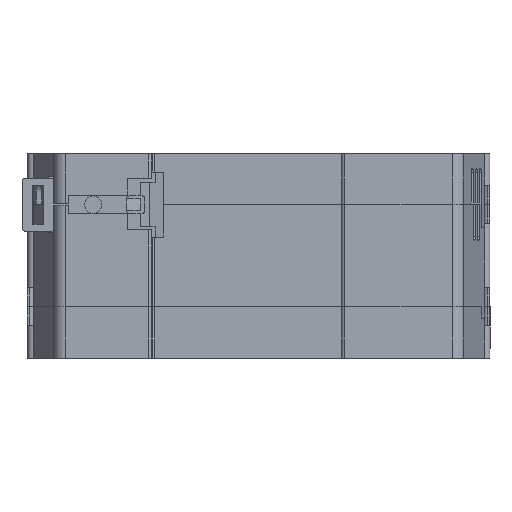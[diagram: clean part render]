
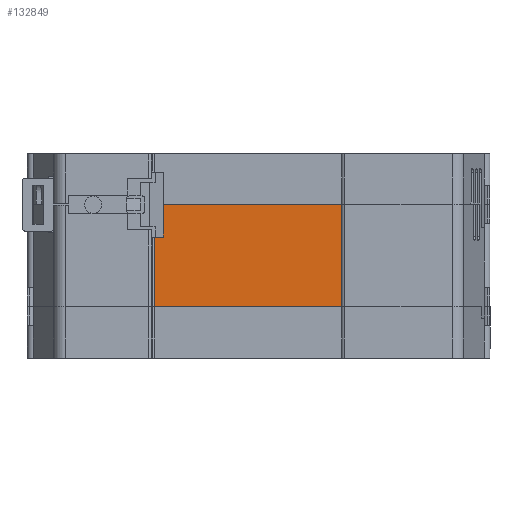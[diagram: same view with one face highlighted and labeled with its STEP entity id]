
A CAD part, front view. The second image highlights one B-rep face of the part: STEP entity #132849.
In plain terms, the highlighted planar face has unit normal (0, -1, 0).
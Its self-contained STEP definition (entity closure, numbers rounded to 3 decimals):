
#2 = ORIENTED_EDGE ( 'NONE', *, *, #55069, .T. ) ;
#2079 = ORIENTED_EDGE ( 'NONE', *, *, #82460, .T. ) ;
#5102 = CARTESIAN_POINT ( 'NONE',  ( -23.095, -25.689, 13.45 ) ) ;
#8651 = FACE_OUTER_BOUND ( 'NONE', #13954, .T. ) ;
#8826 = DIRECTION ( 'NONE',  ( -1., 0., 0. ) ) ;
#10929 = DIRECTION ( 'NONE',  ( 1., 0., 0. ) ) ;
#13954 = EDGE_LOOP ( 'NONE', ( #2, #49317, #29851, #69788, #2079, #51795 ) ) ;
#14443 = VERTEX_POINT ( 'NONE', #112305 ) ;
#16354 = EDGE_CURVE ( 'NONE', #125615, #26903, #34527, .T. ) ;
#19672 = AXIS2_PLACEMENT_3D ( 'NONE', #71557, #51961, #82006 ) ;
#26903 = VERTEX_POINT ( 'NONE', #5102 ) ;
#29523 = EDGE_CURVE ( 'NONE', #14443, #61803, #127221, .T. ) ;
#29851 = ORIENTED_EDGE ( 'NONE', *, *, #65642, .T. ) ;
#32576 = LINE ( 'NONE', #136702, #51743 ) ;
#34527 = LINE ( 'NONE', #119716, #100932 ) ;
#41513 = DIRECTION ( 'NONE',  ( 0., 0., -1. ) ) ;
#41939 = VECTOR ( 'NONE', #86692, 1000. ) ;
#45026 = VECTOR ( 'NONE', #8826, 1000. ) ;
#46053 = VERTEX_POINT ( 'NONE', #60322 ) ;
#49317 = ORIENTED_EDGE ( 'NONE', *, *, #104933, .F. ) ;
#50058 = CARTESIAN_POINT ( 'NONE',  ( -23.095, -25.689, 15.3 ) ) ;
#51743 = VECTOR ( 'NONE', #10929, 1000. ) ;
#51795 = ORIENTED_EDGE ( 'NONE', *, *, #29523, .T. ) ;
#51961 = DIRECTION ( 'NONE',  ( 0., 1., 0. ) ) ;
#55069 = EDGE_CURVE ( 'NONE', #61803, #136512, #32576, .T. ) ;
#60322 = CARTESIAN_POINT ( 'NONE',  ( 12.571, -25.689, 15.3 ) ) ;
#61611 = CARTESIAN_POINT ( 'NONE',  ( -23.195, -25.689, -2.5 ) ) ;
#61749 = PLANE ( 'NONE',  #19672 ) ;
#61803 = VERTEX_POINT ( 'NONE', #61611 ) ;
#65642 = EDGE_CURVE ( 'NONE', #46053, #125615, #106380, .T. ) ;
#69788 = ORIENTED_EDGE ( 'NONE', *, *, #16354, .T. ) ;
#71557 = CARTESIAN_POINT ( 'NONE',  ( -23.195, -25.689, 8.1 ) ) ;
#73659 = LINE ( 'NONE', #116225, #122324 ) ;
#74867 = CARTESIAN_POINT ( 'NONE',  ( -23.195, -25.689, 8.1 ) ) ;
#82006 = DIRECTION ( 'NONE',  ( 1., 0., 0. ) ) ;
#82460 = EDGE_CURVE ( 'NONE', #26903, #14443, #101916, .T. ) ;
#85450 = DIRECTION ( 'NONE',  ( -1., 0., 0. ) ) ;
#86692 = DIRECTION ( 'NONE',  ( 0., 0., -1. ) ) ;
#87542 = CARTESIAN_POINT ( 'NONE',  ( 12.571, -25.689, 15.3 ) ) ;
#98778 = DIRECTION ( 'NONE',  ( 0., 0., -1. ) ) ;
#99568 = VECTOR ( 'NONE', #85450, 1000. ) ;
#100932 = VECTOR ( 'NONE', #98778, 1000. ) ;
#101916 = LINE ( 'NONE', #132716, #45026 ) ;
#104933 = EDGE_CURVE ( 'NONE', #46053, #136512, #73659, .T. ) ;
#106380 = LINE ( 'NONE', #87542, #99568 ) ;
#112305 = CARTESIAN_POINT ( 'NONE',  ( -23.195, -25.689, 13.45 ) ) ;
#116225 = CARTESIAN_POINT ( 'NONE',  ( 12.571, -25.689, 8.1 ) ) ;
#119716 = CARTESIAN_POINT ( 'NONE',  ( -23.095, -25.689, 15.3 ) ) ;
#122324 = VECTOR ( 'NONE', #41513, 1000. ) ;
#125615 = VERTEX_POINT ( 'NONE', #50058 ) ;
#127221 = LINE ( 'NONE', #74867, #41939 ) ;
#130573 = CARTESIAN_POINT ( 'NONE',  ( 12.571, -25.689, -2.5 ) ) ;
#132716 = CARTESIAN_POINT ( 'NONE',  ( -23.395, -25.689, 13.45 ) ) ;
#132849 = ADVANCED_FACE ( 'NONE', ( #8651 ), #61749, .F. ) ;
#136512 = VERTEX_POINT ( 'NONE', #130573 ) ;
#136702 = CARTESIAN_POINT ( 'NONE',  ( -23.195, -25.689, -2.5 ) ) ;
